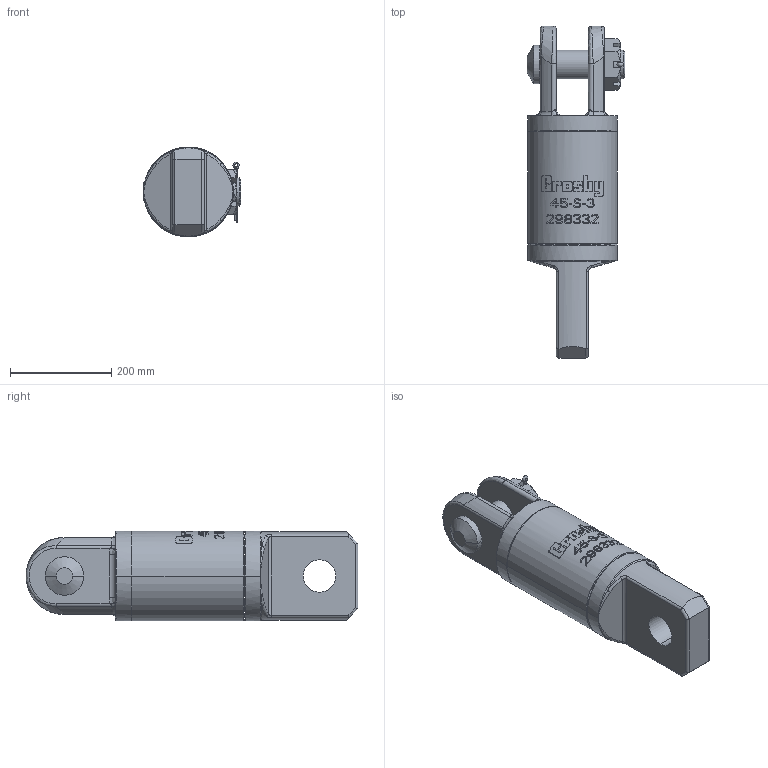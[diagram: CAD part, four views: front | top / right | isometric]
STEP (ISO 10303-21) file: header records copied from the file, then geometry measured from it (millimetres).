
FILE_DESCRIPTION((''),'2;1');
FILE_NAME('CROSBY_SWIVEL_45-S-3_0298332','2013-01-28T',('Alan Doughty'),('The Crosby Group LLC'),'PRO/ENGINEER BY PARAMETRIC TECHNOLOGY CORPORATION, 2012420','PRO/ENGINEER BY PARAMETRIC TECHNOLOGY CORPORATION, 2012420','');
FILE_SCHEMA(('AUTOMOTIVE_DESIGN { 1 0 10303 214 1 1 1 1 }'));
Length unit declared in the file: inch
Products named in the file (1): CROSBY_SWIVEL_45-S-3_0298332
Bounding box: 193.55 x 657.23 x 177.8 mm (x, y, z)
Volume: 10999283.5 mm3; surface area: 497933.1 mm2
Topology: 2 solids, 2 shells, 789 faces, 2180 edges, 1427 vertices
Faces by surface type: plane 588, cylinder 76, bspline 45, extrusion 40, torus 20, cone 18, sphere 2
Entity records: 40543 total; most frequent: CARTESIAN_POINT 12691, ORIENTED_EDGE 4356, DIRECTION 3073, PRESENTATION_STYLE_ASSIGNMENT 2399, STYLED_ITEM 2184, CURVE_STYLE 2182, EDGE_CURVE 2178, VERTEX_POINT 1427
